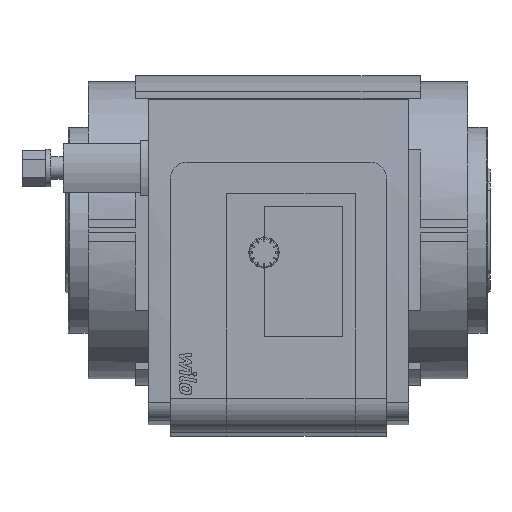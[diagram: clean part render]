
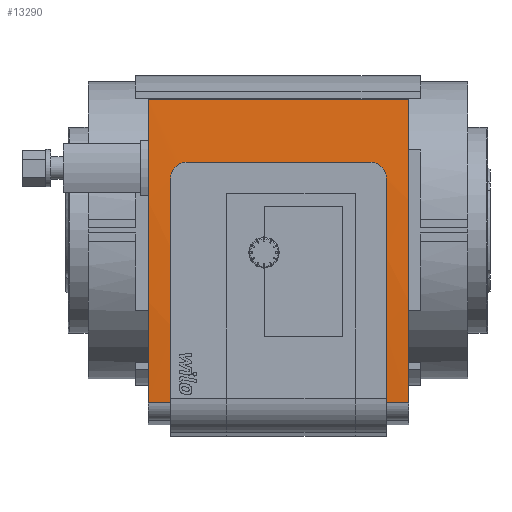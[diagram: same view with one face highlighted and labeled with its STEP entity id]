
A CAD part, front view. The second image highlights one B-rep face of the part: STEP entity #13290.
In plain terms, the highlighted cylindrical face has radius 1644.81 mm (diameter 3289.62 mm), a partial arc.
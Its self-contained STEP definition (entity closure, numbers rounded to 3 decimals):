
#178=B_SPLINE_CURVE_WITH_KNOTS('',3,(#20587,#20588,#20589,#20590,#20591,
#20592,#20593,#20594,#20595,#20596,#20597,#20598,#20599,#20600,#20601,#20602,
#20603,#20604,#20605,#20606,#20607,#20608,#20609,#20610,#20611,#20612,#20613,
#20614),.UNSPECIFIED.,.F.,.F.,(4,3,3,3,3,3,3,3,3,4),(0.,0.091,
0.375,0.599,0.75,0.845,
1.129,1.352,1.489,1.507),
 .UNSPECIFIED.);
#179=B_SPLINE_CURVE_WITH_KNOTS('',3,(#20642,#20643,#20644,#20645,#20646,
#20647,#20648,#20649,#20650,#20651,#20652,#20653,#20654,#20655,#20656,#20657,
#20658,#20659,#20660,#20661,#20662,#20663,#20664,#20665,#20666,#20667,#20668,
#20669),.UNSPECIFIED.,.F.,.F.,(4,3,3,3,3,3,3,3,3,4),(1.507,1.598,
1.882,2.106,2.255,2.352,2.636,
2.858,2.992,3.015),.UNSPECIFIED.);
#596=LINE('',#20725,#1943);
#598=LINE('',#20728,#1945);
#599=LINE('',#20730,#1946);
#600=LINE('',#20733,#1947);
#1943=VECTOR('',#16729,10.);
#1945=VECTOR('',#16733,10.);
#1946=VECTOR('',#16734,10.);
#1947=VECTOR('',#16737,10.);
#3076=CYLINDRICAL_SURFACE('',#14430,1644.81);
#3541=FACE_OUTER_BOUND('',#4310,.T.);
#4310=EDGE_LOOP('',(#10032,#10033,#10034,#10035,#10036,#10037,#10038,#10039,
#10040,#10041));
#5141=CIRCLE('',#14409,1644.81);
#5143=CIRCLE('',#14414,1644.81);
#5149=CIRCLE('',#14422,1644.81);
#5152=CIRCLE('',#14431,1644.81);
#5743=VERTEX_POINT('',#20584);
#5744=VERTEX_POINT('',#20586);
#5750=VERTEX_POINT('',#20627);
#5754=VERTEX_POINT('',#20639);
#5755=VERTEX_POINT('',#20641);
#5756=VERTEX_POINT('',#20672);
#5767=VERTEX_POINT('',#20697);
#5768=VERTEX_POINT('',#20699);
#5776=VERTEX_POINT('',#20729);
#5777=VERTEX_POINT('',#20731);
#7302=EDGE_CURVE('',#5743,#5744,#178,.F.);
#7310=EDGE_CURVE('',#5743,#5750,#5141,.T.);
#7316=EDGE_CURVE('',#5754,#5755,#179,.F.);
#7318=EDGE_CURVE('',#5756,#5755,#5143,.T.);
#7331=EDGE_CURVE('',#5768,#5767,#5149,.T.);
#7344=EDGE_CURVE('',#5756,#5767,#596,.T.);
#7346=EDGE_CURVE('',#5754,#5744,#598,.T.);
#7347=EDGE_CURVE('',#5776,#5750,#599,.T.);
#7348=EDGE_CURVE('',#5776,#5777,#5152,.T.);
#7349=EDGE_CURVE('',#5777,#5768,#600,.T.);
#10032=ORIENTED_EDGE('',*,*,#7318,.T.);
#10033=ORIENTED_EDGE('',*,*,#7316,.F.);
#10034=ORIENTED_EDGE('',*,*,#7346,.T.);
#10035=ORIENTED_EDGE('',*,*,#7302,.F.);
#10036=ORIENTED_EDGE('',*,*,#7310,.T.);
#10037=ORIENTED_EDGE('',*,*,#7347,.F.);
#10038=ORIENTED_EDGE('',*,*,#7348,.T.);
#10039=ORIENTED_EDGE('',*,*,#7349,.T.);
#10040=ORIENTED_EDGE('',*,*,#7331,.T.);
#10041=ORIENTED_EDGE('',*,*,#7344,.F.);
#13290=ADVANCED_FACE('',(#3541),#3076,.T.);
#14409=AXIS2_PLACEMENT_3D('',#20629,#16665,#16666);
#14414=AXIS2_PLACEMENT_3D('',#20673,#16680,#16681);
#14422=AXIS2_PLACEMENT_3D('',#20700,#16703,#16704);
#14430=AXIS2_PLACEMENT_3D('',#20727,#16731,#16732);
#14431=AXIS2_PLACEMENT_3D('',#20732,#16735,#16736);
#16665=DIRECTION('center_axis',(1.,0.,0.));
#16666=DIRECTION('ref_axis',(0.,-0.997,0.078));
#16680=DIRECTION('center_axis',(-1.,0.,0.));
#16681=DIRECTION('ref_axis',(0.,-0.997,0.078));
#16703=DIRECTION('center_axis',(1.,0.,0.));
#16704=DIRECTION('ref_axis',(0.,-0.997,-0.078));
#16729=DIRECTION('',(-1.,0.,0.));
#16731=DIRECTION('center_axis',(1.,0.,0.));
#16732=DIRECTION('ref_axis',(0.,-0.997,0.078));
#16733=DIRECTION('',(1.,0.,0.));
#16734=DIRECTION('',(-1.,0.,0.));
#16735=DIRECTION('center_axis',(-1.,0.,0.));
#16736=DIRECTION('ref_axis',(0.,-0.997,0.078));
#16737=DIRECTION('',(-1.,0.,0.));
#20584=CARTESIAN_POINT('',(255.,-360.189,42.5));
#20586=CARTESIAN_POINT('',(245.,-359.759,52.5));
#20587=CARTESIAN_POINT('Ctrl Pts',(245.,-359.759,52.5));
#20588=CARTESIAN_POINT('Ctrl Pts',(245.304,-359.759,52.5));
#20589=CARTESIAN_POINT('Ctrl Pts',(245.612,-359.76,52.486));
#20590=CARTESIAN_POINT('Ctrl Pts',(245.923,-359.761,52.457));
#20591=CARTESIAN_POINT('Ctrl Pts',(246.892,-359.765,52.368));
#20592=CARTESIAN_POINT('Ctrl Pts',(247.881,-359.776,52.129));
#20593=CARTESIAN_POINT('Ctrl Pts',(248.81,-359.794,51.746));
#20594=CARTESIAN_POINT('Ctrl Pts',(249.542,-359.808,51.444));
#20595=CARTESIAN_POINT('Ctrl Pts',(250.237,-359.825,51.054));
#20596=CARTESIAN_POINT('Ctrl Pts',(250.866,-359.846,50.599));
#20597=CARTESIAN_POINT('Ctrl Pts',(251.292,-359.86,50.291));
#20598=CARTESIAN_POINT('Ctrl Pts',(251.686,-359.875,49.953));
#20599=CARTESIAN_POINT('Ctrl Pts',(252.044,-359.89,49.598));
#20600=CARTESIAN_POINT('Ctrl Pts',(252.269,-359.9,49.375));
#20601=CARTESIAN_POINT('Ctrl Pts',(252.486,-359.911,49.138));
#20602=CARTESIAN_POINT('Ctrl Pts',(252.694,-359.922,48.888));
#20603=CARTESIAN_POINT('Ctrl Pts',(253.315,-359.954,48.14));
#20604=CARTESIAN_POINT('Ctrl Pts',(253.845,-359.992,47.272));
#20605=CARTESIAN_POINT('Ctrl Pts',(254.231,-360.031,46.346));
#20606=CARTESIAN_POINT('Ctrl Pts',(254.535,-360.062,45.616));
#20607=CARTESIAN_POINT('Ctrl Pts',(254.751,-360.094,44.848));
#20608=CARTESIAN_POINT('Ctrl Pts',(254.874,-360.125,44.081));
#20609=CARTESIAN_POINT('Ctrl Pts',(254.949,-360.145,43.611));
#20610=CARTESIAN_POINT('Ctrl Pts',(254.99,-360.164,43.142));
#20611=CARTESIAN_POINT('Ctrl Pts',(254.998,-360.182,42.683));
#20612=CARTESIAN_POINT('Ctrl Pts',(254.999,-360.184,42.622));
#20613=CARTESIAN_POINT('Ctrl Pts',(255.,-360.187,42.561));
#20614=CARTESIAN_POINT('Ctrl Pts',(255.,-360.189,42.5));
#20627=CARTESIAN_POINT('',(255.,-357.481,-138.065));
#20629=CARTESIAN_POINT('Origin',(255.,1283.31,-23.153));
#20639=CARTESIAN_POINT('',(96.,-359.759,52.5));
#20641=CARTESIAN_POINT('',(86.,-360.189,42.5));
#20642=CARTESIAN_POINT('Ctrl Pts',(86.,-360.189,42.5));
#20643=CARTESIAN_POINT('Ctrl Pts',(86.,-360.177,42.802));
#20644=CARTESIAN_POINT('Ctrl Pts',(86.014,-360.165,43.107));
#20645=CARTESIAN_POINT('Ctrl Pts',(86.042,-360.152,43.415));
#20646=CARTESIAN_POINT('Ctrl Pts',(86.131,-360.113,44.384));
#20647=CARTESIAN_POINT('Ctrl Pts',(86.369,-360.072,45.375));
#20648=CARTESIAN_POINT('Ctrl Pts',(86.752,-360.033,46.305));
#20649=CARTESIAN_POINT('Ctrl Pts',(87.053,-360.002,47.036));
#20650=CARTESIAN_POINT('Ctrl Pts',(87.442,-359.972,47.732));
#20651=CARTESIAN_POINT('Ctrl Pts',(87.897,-359.945,48.361));
#20652=CARTESIAN_POINT('Ctrl Pts',(88.201,-359.926,48.78));
#20653=CARTESIAN_POINT('Ctrl Pts',(88.533,-359.909,49.17));
#20654=CARTESIAN_POINT('Ctrl Pts',(88.883,-359.894,49.525));
#20655=CARTESIAN_POINT('Ctrl Pts',(89.111,-359.883,49.756));
#20656=CARTESIAN_POINT('Ctrl Pts',(89.353,-359.873,49.979));
#20657=CARTESIAN_POINT('Ctrl Pts',(89.61,-359.864,50.192));
#20658=CARTESIAN_POINT('Ctrl Pts',(90.357,-359.836,50.813));
#20659=CARTESIAN_POINT('Ctrl Pts',(91.224,-359.812,51.343));
#20660=CARTESIAN_POINT('Ctrl Pts',(92.149,-359.795,51.729));
#20661=CARTESIAN_POINT('Ctrl Pts',(92.875,-359.781,52.032));
#20662=CARTESIAN_POINT('Ctrl Pts',(93.638,-359.771,52.248));
#20663=CARTESIAN_POINT('Ctrl Pts',(94.401,-359.765,52.371));
#20664=CARTESIAN_POINT('Ctrl Pts',(94.862,-359.762,52.446));
#20665=CARTESIAN_POINT('Ctrl Pts',(95.322,-359.76,52.487));
#20666=CARTESIAN_POINT('Ctrl Pts',(95.773,-359.759,52.497));
#20667=CARTESIAN_POINT('Ctrl Pts',(95.849,-359.759,52.499));
#20668=CARTESIAN_POINT('Ctrl Pts',(95.925,-359.759,52.5));
#20669=CARTESIAN_POINT('Ctrl Pts',(96.001,-359.759,52.5));
#20672=CARTESIAN_POINT('',(86.,-357.481,-138.065));
#20673=CARTESIAN_POINT('Origin',(86.,1283.31,-23.153));
#20697=CARTESIAN_POINT('',(66.,-357.481,-138.065));
#20699=CARTESIAN_POINT('',(66.,-356.5,105.));
#20700=CARTESIAN_POINT('Origin',(66.,1283.31,-23.153));
#20725=CARTESIAN_POINT('',(170.,-357.481,-138.065));
#20727=CARTESIAN_POINT('Origin',(170.,1283.31,-23.153));
#20728=CARTESIAN_POINT('',(170.,-359.759,52.5));
#20729=CARTESIAN_POINT('',(275.,-357.481,-138.065));
#20730=CARTESIAN_POINT('',(170.,-357.481,-138.065));
#20731=CARTESIAN_POINT('',(275.,-356.5,105.));
#20732=CARTESIAN_POINT('Origin',(275.,1283.31,-23.153));
#20733=CARTESIAN_POINT('',(170.,-356.5,105.));
